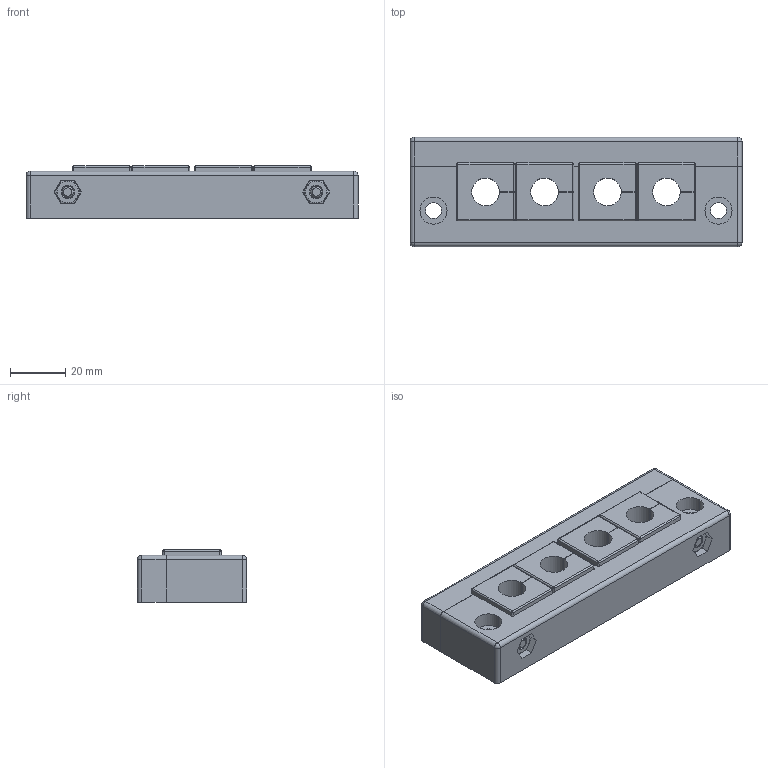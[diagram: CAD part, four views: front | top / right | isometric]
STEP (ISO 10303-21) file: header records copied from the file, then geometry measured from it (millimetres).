
FILE_DESCRIPTION(('STEP AP242'),'1');
FILE_NAME('42259.stp','2019-07-08T06:18:41',('TraceParts'),('TraceParts S.A.'),'Spatial InterOp 3D',' ',' ');
FILE_SCHEMA(('AP242_MANAGED_MODEL_BASED_3D_ENGINEERING_MIM_LF {1 0 10303 442 1 1 4}'));
Length unit declared in the file: millimetre
Products named in the file (1): 42259_1
Bounding box: 120 x 39.5 x 19 mm (x, y, z)
Volume: 78123 mm3; surface area: 34604.8 mm2
Topology: 10 solids, 10 shells, 305 faces, 734 edges, 440 vertices
Faces by surface type: plane 159, cylinder 102, sphere 20, cone 20, torus 4
Entity records: 8747 total; most frequent: CARTESIAN_POINT 1625, DIRECTION 1516, ORIENTED_EDGE 1428, EDGE_CURVE 714, AXIS2_PLACEMENT_3D 523, LINE 470, VECTOR 470, VERTEX_POINT 440
